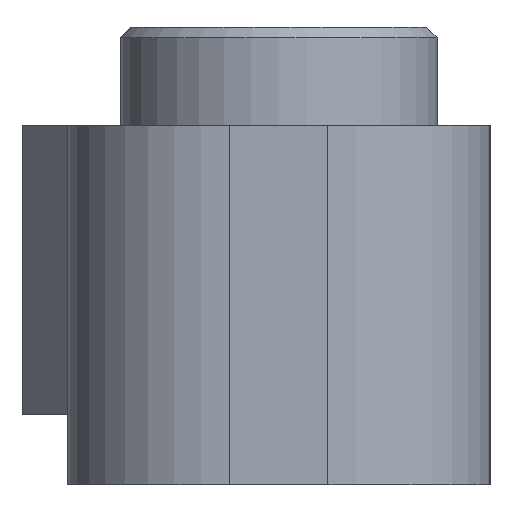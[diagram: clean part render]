
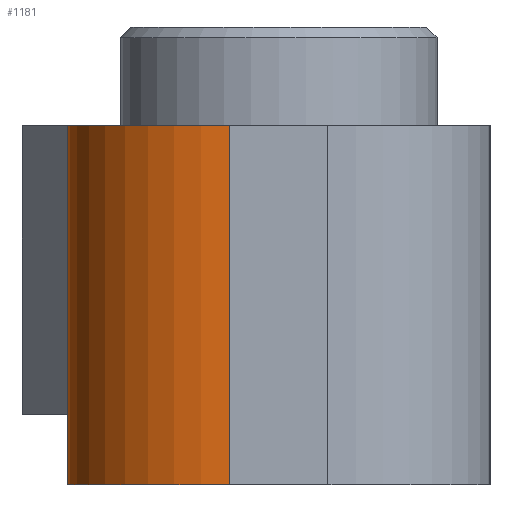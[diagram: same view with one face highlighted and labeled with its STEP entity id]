
A CAD part, left-side view. The second image highlights one B-rep face of the part: STEP entity #1181.
In plain terms, the highlighted cylindrical face has radius 23 mm (diameter 46 mm), a partial arc.
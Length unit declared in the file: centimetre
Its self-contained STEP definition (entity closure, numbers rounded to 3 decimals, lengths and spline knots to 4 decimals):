
#41=CYLINDRICAL_SURFACE('',#1309,2.3);
#76=CIRCLE('',#1271,2.3);
#103=CIRCLE('',#1310,2.3);
#165=FACE_OUTER_BOUND('',#244,.T.);
#244=EDGE_LOOP('',(#968,#969,#970,#971));
#352=LINE('',#1972,#458);
#353=LINE('',#1975,#459);
#458=VECTOR('',#1600,1.);
#459=VECTOR('',#1603,1.);
#541=VERTEX_POINT('',#1872);
#542=VERTEX_POINT('',#1874);
#580=VERTEX_POINT('',#1971);
#581=VERTEX_POINT('',#1973);
#675=EDGE_CURVE('',#542,#541,#76,.T.);
#722=EDGE_CURVE('',#541,#580,#352,.T.);
#723=EDGE_CURVE('',#580,#581,#103,.T.);
#724=EDGE_CURVE('',#581,#542,#353,.T.);
#968=ORIENTED_EDGE('',*,*,#675,.T.);
#969=ORIENTED_EDGE('',*,*,#722,.T.);
#970=ORIENTED_EDGE('',*,*,#723,.T.);
#971=ORIENTED_EDGE('',*,*,#724,.T.);
#1181=ADVANCED_FACE('',(#165),#41,.T.);
#1271=AXIS2_PLACEMENT_3D('',#1875,#1502,#1503);
#1309=AXIS2_PLACEMENT_3D('',#1970,#1598,#1599);
#1310=AXIS2_PLACEMENT_3D('',#1974,#1601,#1602);
#1502=DIRECTION('center_axis',(0.,0.,-1.));
#1503=DIRECTION('ref_axis',(-0.707,0.707,0.));
#1598=DIRECTION('center_axis',(0.,0.,1.));
#1599=DIRECTION('ref_axis',(-0.707,0.707,0.));
#1600=DIRECTION('',(0.,0.,-1.));
#1601=DIRECTION('center_axis',(0.,0.,1.));
#1602=DIRECTION('ref_axis',(-0.707,0.707,0.));
#1603=DIRECTION('',(0.,0.,1.));
#1872=CARTESIAN_POINT('',(2.3,6.,5.1));
#1874=CARTESIAN_POINT('',(0.,3.7,5.1));
#1875=CARTESIAN_POINT('Origin',(2.3,3.7,5.1));
#1970=CARTESIAN_POINT('Origin',(2.3,3.7,0.));
#1971=CARTESIAN_POINT('',(2.3,6.,0.));
#1972=CARTESIAN_POINT('',(2.3,6.,0.));
#1973=CARTESIAN_POINT('',(0.,3.7,0.));
#1974=CARTESIAN_POINT('Origin',(2.3,3.7,0.));
#1975=CARTESIAN_POINT('',(0.,3.7,0.));
